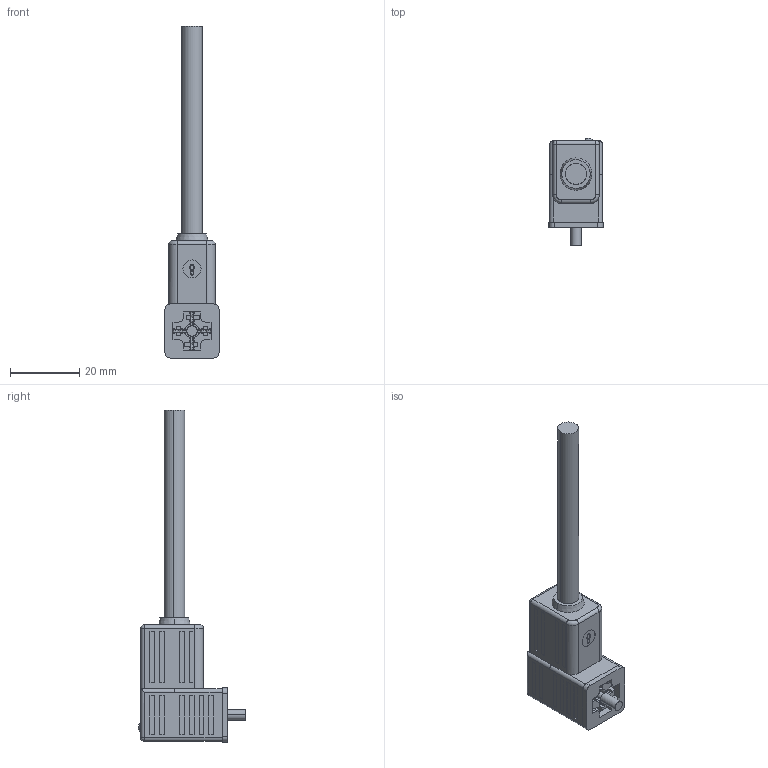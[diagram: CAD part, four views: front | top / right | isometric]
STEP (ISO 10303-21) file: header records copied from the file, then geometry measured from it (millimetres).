
FILE_DESCRIPTION (( 'STEP AP203' ), '1' );
FILE_NAME ('VC21-024-M-L.STEP', '2025-04-10T03:01:39', ( '' ), ( '' ), 'SwSTEP 2.0', 'SolidWorks 2018', '' );
FILE_SCHEMA (( 'CONFIG_CONTROL_DESIGN' ));
Length unit declared in the file: millimetre
Products named in the file (1): VC21-024-M-L
Bounding box: 15.6 x 31.04 x 95.8 mm (x, y, z)
Volume: 11362.6 mm3; surface area: 6470.9 mm2
Topology: 3 solids, 7 shells, 520 faces, 1357 edges, 891 vertices
Faces by surface type: plane 355, cylinder 118, bspline 20, cone 16, sphere 7, torus 4
Entity records: 16805 total; most frequent: CARTESIAN_POINT 3952, ORIENTED_EDGE 2702, DIRECTION 2525, EDGE_CURVE 1351, VECTOR 1003, LINE 1003, VERTEX_POINT 889, AXIS2_PLACEMENT_3D 761
